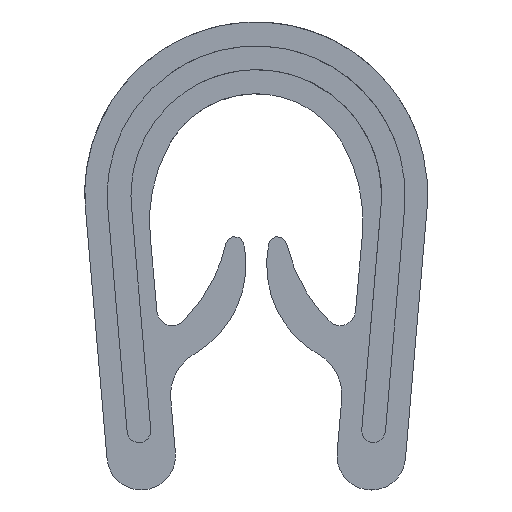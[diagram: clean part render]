
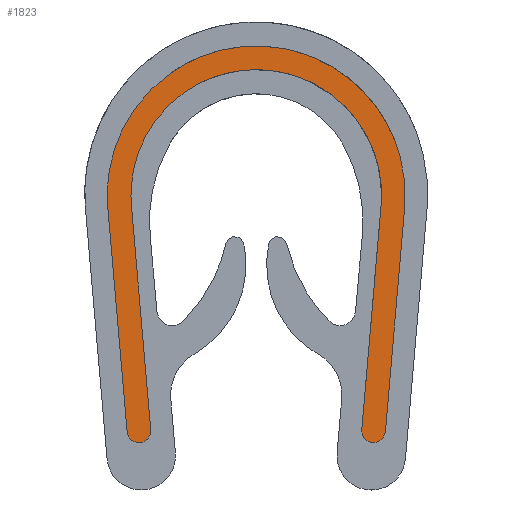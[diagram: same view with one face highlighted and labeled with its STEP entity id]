
A CAD part, front view. The second image highlights one B-rep face of the part: STEP entity #1823.
In plain terms, the highlighted free-form (B-spline) face has degree [1, 1] with [2, 2] control points.
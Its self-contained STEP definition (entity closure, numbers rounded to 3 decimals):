
#1662=CARTESIAN_POINT('',(-5.252,0.0,-0.135));
#1663=CARTESIAN_POINT('',(5.252,0.0,-0.135));
#1664=CARTESIAN_POINT('',(-5.252,0.0,-14.12));
#1665=CARTESIAN_POINT('',(5.252,0.0,-14.12));
#1666=B_SPLINE_SURFACE_WITH_KNOTS('',1,1,((#1662,#1664),(#1663,#1665)),.UNSPECIFIED.,.F.,.F.,.U.,(2,2),(2,2),(0.0,10.504),(0.0,13.984),.UNSPECIFIED.);
#1667=CARTESIAN_POINT('',(4.137,0.0,-13.149));
#1668=VERTEX_POINT('',#1667);
#1669=CARTESIAN_POINT('',(4.76,0.0,-5.921));
#1670=VERTEX_POINT('',#1669);
#1671=CARTESIAN_POINT('',(4.137,0.0,-13.149));
#1672=CARTESIAN_POINT('',(4.76,0.0,-5.921));
#1673=QUASI_UNIFORM_CURVE('',1,(#1671,#1672),.UNSPECIFIED.,.F.,.U.);
#1674=EDGE_CURVE('',#1668,#1670,#1673,.T.);
#1675=ORIENTED_EDGE('',*,*,#1674,.T.);
#1676=CARTESIAN_POINT('',(-2.758,0.0,-1.647));
#1677=VERTEX_POINT('',#1676);
#1678=CARTESIAN_POINT('',(4.76,0.0,-5.921));
#1679=CARTESIAN_POINT('',(4.81,0.0,-5.303));
#1680=CARTESIAN_POINT('',(4.703,0.0,-4.391));
#1681=CARTESIAN_POINT('',(4.252,0.0,-3.323));
#1682=CARTESIAN_POINT('',(3.736,0.0,-2.512));
#1683=CARTESIAN_POINT('',(2.917,0.0,-1.683));
#1684=CARTESIAN_POINT('',(1.647,0.0,-0.976));
#1685=CARTESIAN_POINT('',(0.132,0.0,-0.686));
#1686=CARTESIAN_POINT('',(-1.422,0.0,-0.901));
#1687=CARTESIAN_POINT('',(-2.344,0.0,-1.354));
#1688=CARTESIAN_POINT('',(-2.758,0.0,-1.647));
#1689=B_SPLINE_CURVE_WITH_KNOTS('',3,(#1678,#1679,#1680,#1681,#1682,#1683,#1684,#1685,#1686,#1687,#1688),.UNSPECIFIED.,.F.,.U.,(4,1,1,1,1,1,1,1,4),(0.,1.859,2.704,3.465,4.733,6.169,7.775,9.296,10.818),.UNSPECIFIED.);
#1690=EDGE_CURVE('',#1670,#1677,#1689,.T.);
#1691=ORIENTED_EDGE('',*,*,#1690,.T.);
#1692=CARTESIAN_POINT('',(-4.758,0.0,-5.955));
#1693=VERTEX_POINT('',#1692);
#1694=CARTESIAN_POINT('',(-2.758,0.0,-1.647));
#1695=CARTESIAN_POINT('',(-4.993,0.0,-3.228));
#1696=CARTESIAN_POINT('',(-4.758,0.0,-5.955));
#1704=(BOUNDED_CURVE()B_SPLINE_CURVE(2,(#1694,#1695,#1696),.UNSPECIFIED.,.F.,.U.)CURVE()GEOMETRIC_REPRESENTATION_ITEM()QUASI_UNIFORM_CURVE()RATIONAL_B_SPLINE_CURVE((1.0,0.868,1.0))REPRESENTATION_ITEM(''));
#1705=EDGE_CURVE('',#1677,#1693,#1704,.T.);
#1706=ORIENTED_EDGE('',*,*,#1705,.T.);
#1707=CARTESIAN_POINT('',(-4.139,0.0,-13.137));
#1708=VERTEX_POINT('',#1707);
#1709=CARTESIAN_POINT('',(-4.758,0.0,-5.955));
#1710=CARTESIAN_POINT('',(-4.139,0.0,-13.137));
#1711=QUASI_UNIFORM_CURVE('',1,(#1709,#1710),.UNSPECIFIED.,.F.,.U.);
#1712=EDGE_CURVE('',#1693,#1708,#1711,.T.);
#1713=ORIENTED_EDGE('',*,*,#1712,.T.);
#1714=CARTESIAN_POINT('',(-4.137,0.0,-13.153));
#1715=VERTEX_POINT('',#1714);
#1716=CARTESIAN_POINT('',(-4.139,0.0,-13.137));
#1717=CARTESIAN_POINT('',(-4.137,0.0,-13.153));
#1718=QUASI_UNIFORM_CURVE('',1,(#1716,#1717),.UNSPECIFIED.,.F.,.U.);
#1719=EDGE_CURVE('',#1708,#1715,#1718,.T.);
#1720=ORIENTED_EDGE('',*,*,#1719,.T.);
#1721=CARTESIAN_POINT('',(-3.382,0.0,-13.059));
#1722=VERTEX_POINT('',#1721);
#1723=CARTESIAN_POINT('',(-4.137,0.0,-13.153));
#1724=CARTESIAN_POINT('',(-4.136,0.0,-13.165));
#1725=CARTESIAN_POINT('',(-4.131,0.0,-13.183));
#1726=CARTESIAN_POINT('',(-4.125,0.0,-13.213));
#1727=CARTESIAN_POINT('',(-4.116,0.0,-13.237));
#1728=CARTESIAN_POINT('',(-4.107,0.0,-13.26));
#1729=CARTESIAN_POINT('',(-4.098,0.0,-13.276));
#1730=CARTESIAN_POINT('',(-4.09,0.0,-13.293));
#1731=CARTESIAN_POINT('',(-4.08,0.0,-13.309));
#1732=CARTESIAN_POINT('',(-4.067,0.0,-13.33));
#1733=CARTESIAN_POINT('',(-4.024,0.0,-13.383));
#1734=CARTESIAN_POINT('',(-3.964,0.0,-13.43));
#1735=CARTESIAN_POINT('',(-3.902,0.0,-13.458));
#1736=CARTESIAN_POINT('',(-3.878,0.0,-13.465));
#1737=CARTESIAN_POINT('',(-3.861,0.0,-13.472));
#1738=CARTESIAN_POINT('',(-3.842,0.0,-13.475));
#1739=CARTESIAN_POINT('',(-3.794,0.0,-13.485));
#1740=CARTESIAN_POINT('',(-3.744,0.0,-13.486));
#1741=CARTESIAN_POINT('',(-3.695,0.0,-13.479));
#1742=CARTESIAN_POINT('',(-3.677,0.0,-13.475));
#1743=CARTESIAN_POINT('',(-3.652,0.0,-13.47));
#1744=CARTESIAN_POINT('',(-3.629,0.0,-13.462));
#1745=CARTESIAN_POINT('',(-3.606,0.0,-13.452));
#1746=CARTESIAN_POINT('',(-3.589,0.0,-13.444));
#1747=CARTESIAN_POINT('',(-3.572,0.0,-13.436));
#1748=CARTESIAN_POINT('',(-3.557,0.0,-13.425));
#1749=CARTESIAN_POINT('',(-3.536,0.0,-13.412));
#1750=CARTESIAN_POINT('',(-3.482,0.0,-13.37));
#1751=CARTESIAN_POINT('',(-3.435,0.0,-13.31));
#1752=CARTESIAN_POINT('',(-3.407,0.0,-13.248));
#1753=CARTESIAN_POINT('',(-3.4,0.0,-13.224));
#1754=CARTESIAN_POINT('',(-3.393,0.0,-13.207));
#1755=CARTESIAN_POINT('',(-3.39,0.0,-13.189));
#1756=CARTESIAN_POINT('',(-3.379,0.0,-13.14));
#1757=CARTESIAN_POINT('',(-3.378,0.0,-13.096));
#1758=CARTESIAN_POINT('',(-3.382,0.0,-13.059));
#1759=B_SPLINE_CURVE_WITH_KNOTS('',3,(#1723,#1724,#1725,#1726,#1727,#1728,#1729,#1730,#1731,#1732,#1733,#1734,#1735,#1736,#1737,#1738,#1739,#1740,#1741,#1742,#1743,#1744,#1745,#1746,#1747,#1748,#1749,#1750,#1751,#1752,#1753,#1754,#1755,#1756,#1757,#1758),.UNSPECIFIED.,.F.,.U.,(4,1,1,1,1,1,1,1,1,1,1,1,1,1,1,1,1,1,1,1,1,1,1,1,1,1,1,1,1,1,1,1,1,4),(0.001,0.038,0.056,0.094,0.112,0.131,0.149,0.168,0.187,0.224,0.373,0.41,0.429,0.447,0.466,0.484,0.596,0.614,0.633,0.652,0.689,0.708,0.726,0.745,0.763,0.782,0.819,0.968,1.005,1.024,1.043,1.061,1.08,1.191),.UNSPECIFIED.);
#1760=EDGE_CURVE('',#1715,#1722,#1759,.T.);
#1761=ORIENTED_EDGE('',*,*,#1760,.T.);
#1762=CARTESIAN_POINT('',(-4.,0.0,-5.89));
#1763=VERTEX_POINT('',#1762);
#1764=CARTESIAN_POINT('',(-3.382,0.0,-13.059));
#1765=CARTESIAN_POINT('',(-4.,0.0,-5.89));
#1766=QUASI_UNIFORM_CURVE('',1,(#1764,#1765),.UNSPECIFIED.,.F.,.U.);
#1767=EDGE_CURVE('',#1722,#1763,#1766,.T.);
#1768=ORIENTED_EDGE('',*,*,#1767,.T.);
#1769=CARTESIAN_POINT('',(-2.279,0.0,-2.24));
#1770=VERTEX_POINT('',#1769);
#1771=CARTESIAN_POINT('',(-2.279,0.0,-2.24));
#1772=CARTESIAN_POINT('',(-4.201,0.0,-3.564));
#1773=CARTESIAN_POINT('',(-4.,0.0,-5.89));
#1781=(BOUNDED_CURVE()B_SPLINE_CURVE(2,(#1771,#1772,#1773),.UNSPECIFIED.,.F.,.U.)CURVE()GEOMETRIC_REPRESENTATION_ITEM()QUASI_UNIFORM_CURVE()RATIONAL_B_SPLINE_CURVE((1.0,0.864,1.0))REPRESENTATION_ITEM(''));
#1782=EDGE_CURVE('',#1770,#1763,#1781,.T.);
#1783=ORIENTED_EDGE('',*,*,#1782,.F.);
#1784=CARTESIAN_POINT('',(4.,0.0,-5.89));
#1785=VERTEX_POINT('',#1784);
#1786=CARTESIAN_POINT('',(4.,0.0,-5.89));
#1787=CARTESIAN_POINT('',(4.029,0.0,-5.56));
#1788=CARTESIAN_POINT('',(4.004,0.0,-4.918));
#1789=CARTESIAN_POINT('',(3.745,0.0,-4.002));
#1790=CARTESIAN_POINT('',(3.33,0.0,-3.253));
#1791=CARTESIAN_POINT('',(2.682,0.0,-2.496));
#1792=CARTESIAN_POINT('',(1.894,0.0,-1.95));
#1793=CARTESIAN_POINT('',(0.842,0.0,-1.577));
#1794=CARTESIAN_POINT('',(-0.086,0.0,-1.489));
#1795=CARTESIAN_POINT('',(-1.213,0.0,-1.663));
#1796=CARTESIAN_POINT('',(-1.89,0.0,-1.971));
#1797=CARTESIAN_POINT('',(-2.279,0.0,-2.24));
#1798=B_SPLINE_CURVE_WITH_KNOTS('',3,(#1786,#1787,#1788,#1789,#1790,#1791,#1792,#1793,#1794,#1795,#1796,#1797),.UNSPECIFIED.,.F.,.U.,(4,1,1,1,1,1,1,1,1,4),(0.,0.993,1.914,2.836,3.545,4.892,5.672,6.878,7.658,9.076),.UNSPECIFIED.);
#1799=EDGE_CURVE('',#1785,#1770,#1798,.T.);
#1800=ORIENTED_EDGE('',*,*,#1799,.F.);
#1801=CARTESIAN_POINT('',(3.382,0.0,-13.059));
#1802=VERTEX_POINT('',#1801);
#1803=CARTESIAN_POINT('',(4.,0.0,-5.89));
#1804=CARTESIAN_POINT('',(3.382,0.0,-13.059));
#1805=QUASI_UNIFORM_CURVE('',1,(#1803,#1804),.UNSPECIFIED.,.F.,.U.);
#1806=EDGE_CURVE('',#1785,#1802,#1805,.T.);
#1807=ORIENTED_EDGE('',*,*,#1806,.T.);
#1808=CARTESIAN_POINT('',(3.382,0.0,-13.059));
#1809=CARTESIAN_POINT('',(3.373,0.0,-13.134));
#1810=CARTESIAN_POINT('',(3.395,0.0,-13.255));
#1811=CARTESIAN_POINT('',(3.498,0.0,-13.392));
#1812=CARTESIAN_POINT('',(3.616,0.0,-13.466));
#1813=CARTESIAN_POINT('',(3.752,0.0,-13.492));
#1814=CARTESIAN_POINT('',(3.915,0.0,-13.467));
#1815=CARTESIAN_POINT('',(4.073,0.0,-13.354));
#1816=CARTESIAN_POINT('',(4.129,0.0,-13.217));
#1817=CARTESIAN_POINT('',(4.137,0.0,-13.149));
#1818=B_SPLINE_CURVE_WITH_KNOTS('',3,(#1808,#1809,#1810,#1811,#1812,#1813,#1814,#1815,#1816,#1817),.UNSPECIFIED.,.F.,.U.,(4,1,1,1,1,1,1,4),(0.,0.224,0.355,0.504,0.635,0.766,0.99,1.195),.UNSPECIFIED.);
#1819=EDGE_CURVE('',#1802,#1668,#1818,.T.);
#1820=ORIENTED_EDGE('',*,*,#1819,.T.);
#1821=EDGE_LOOP('',(#1675,#1691,#1706,#1713,#1720,#1761,#1768,#1783,#1800,#1807,#1820));
#1822=FACE_OUTER_BOUND('',#1821,.T.);
#1823=ADVANCED_FACE('',(#1822),#1666,.F.);
